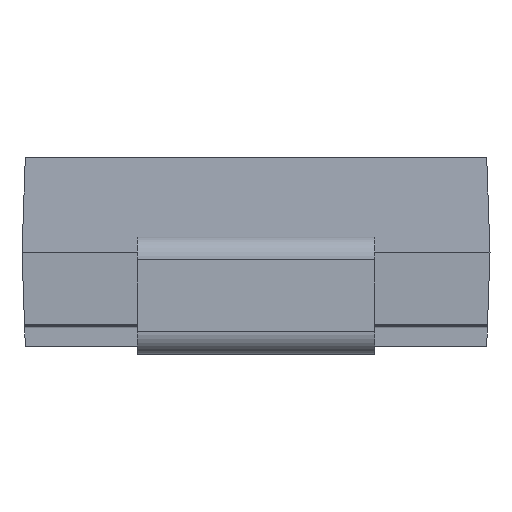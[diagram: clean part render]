
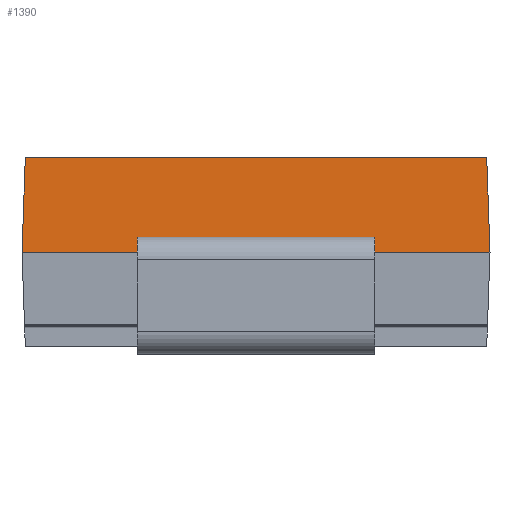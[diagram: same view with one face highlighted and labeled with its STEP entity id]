
A CAD part, left-side view. The second image highlights one B-rep face of the part: STEP entity #1390.
In plain terms, the highlighted planar face has unit normal (-0.999, 0, 0.035).
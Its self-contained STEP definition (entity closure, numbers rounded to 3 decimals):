
#942 = VERTEX_POINT('',#943);
#943 = CARTESIAN_POINT('',(-3.448,-3.105,
    2.642));
#960 = VERTEX_POINT('',#961);
#961 = CARTESIAN_POINT('',(-3.448,3.105,2.642
    ));
#967 = EDGE_CURVE('',#960,#942,#968,.T.);
#968 = LINE('',#969,#970);
#969 = CARTESIAN_POINT('',(-3.448,3.15,2.642
    ));
#970 = VECTOR('',#971,1.);
#971 = DIRECTION('',(0.,-1.,0.));
#984 = VERTEX_POINT('',#985);
#985 = CARTESIAN_POINT('',(-3.493,3.15,1.372));
#1082 = EDGE_CURVE('',#960,#984,#1083,.T.);
#1083 = LINE('',#1084,#1085);
#1084 = CARTESIAN_POINT('',(-3.493,3.15,1.372));
#1085 = VECTOR('',#1086,1.);
#1086 = DIRECTION('',(-0.035,0.035,
    -0.999));
#1128 = EDGE_CURVE('',#942,#1129,#1131,.T.);
#1129 = VERTEX_POINT('',#1130);
#1130 = CARTESIAN_POINT('',(-3.493,-3.15,1.372));
#1131 = LINE('',#1132,#1133);
#1132 = CARTESIAN_POINT('',(-3.493,-3.15,1.372));
#1133 = VECTOR('',#1134,1.);
#1134 = DIRECTION('',(-0.035,-0.035,
    -0.999));
#1326 = EDGE_CURVE('',#1327,#1129,#1329,.T.);
#1327 = VERTEX_POINT('',#1328);
#1328 = CARTESIAN_POINT('',(-3.493,-1.599,1.372));
#1329 = LINE('',#1330,#1331);
#1330 = CARTESIAN_POINT('',(-3.493,3.15,1.372));
#1331 = VECTOR('',#1332,1.);
#1332 = DIRECTION('',(0.,-1.,0.));
#1335 = VERTEX_POINT('',#1336);
#1336 = CARTESIAN_POINT('',(-3.493,1.599,1.372));
#1342 = EDGE_CURVE('',#984,#1335,#1343,.T.);
#1343 = LINE('',#1344,#1345);
#1344 = CARTESIAN_POINT('',(-3.493,3.15,1.372));
#1345 = VECTOR('',#1346,1.);
#1346 = DIRECTION('',(0.,-1.,0.));
#1390 = ADVANCED_FACE('',(#1391),#1420,.T.);
#1391 = FACE_BOUND('',#1392,.T.);
#1392 = EDGE_LOOP('',(#1393,#1403,#1409,#1410,#1411,#1412,#1413,#1414));
#1393 = ORIENTED_EDGE('',*,*,#1394,.F.);
#1394 = EDGE_CURVE('',#1395,#1397,#1399,.T.);
#1395 = VERTEX_POINT('',#1396);
#1396 = CARTESIAN_POINT('',(-3.485,-1.599,
    1.575));
#1397 = VERTEX_POINT('',#1398);
#1398 = CARTESIAN_POINT('',(-3.485,1.599,
    1.575));
#1399 = LINE('',#1400,#1401);
#1400 = CARTESIAN_POINT('',(-3.485,-1.599,
    1.575));
#1401 = VECTOR('',#1402,1.);
#1402 = DIRECTION('',(0.,1.,0.));
#1403 = ORIENTED_EDGE('',*,*,#1404,.F.);
#1404 = EDGE_CURVE('',#1327,#1395,#1405,.T.);
#1405 = LINE('',#1406,#1407);
#1406 = CARTESIAN_POINT('',(-3.485,-1.599,
    1.575));
#1407 = VECTOR('',#1408,1.);
#1408 = DIRECTION('',(0.035,0.,
    0.999));
#1409 = ORIENTED_EDGE('',*,*,#1326,.T.);
#1410 = ORIENTED_EDGE('',*,*,#1128,.F.);
#1411 = ORIENTED_EDGE('',*,*,#967,.F.);
#1412 = ORIENTED_EDGE('',*,*,#1082,.T.);
#1413 = ORIENTED_EDGE('',*,*,#1342,.T.);
#1414 = ORIENTED_EDGE('',*,*,#1415,.T.);
#1415 = EDGE_CURVE('',#1335,#1397,#1416,.T.);
#1416 = LINE('',#1417,#1418);
#1417 = CARTESIAN_POINT('',(-3.485,1.599,
    1.575));
#1418 = VECTOR('',#1419,1.);
#1419 = DIRECTION('',(0.035,0.,
    0.999));
#1420 = PLANE('',#1421);
#1421 = AXIS2_PLACEMENT_3D('',#1422,#1423,#1424);
#1422 = CARTESIAN_POINT('',(-3.493,3.15,1.372));
#1423 = DIRECTION('',(-0.999,0.,
    0.035));
#1424 = DIRECTION('',(-0.035,0.,
    -0.999));
